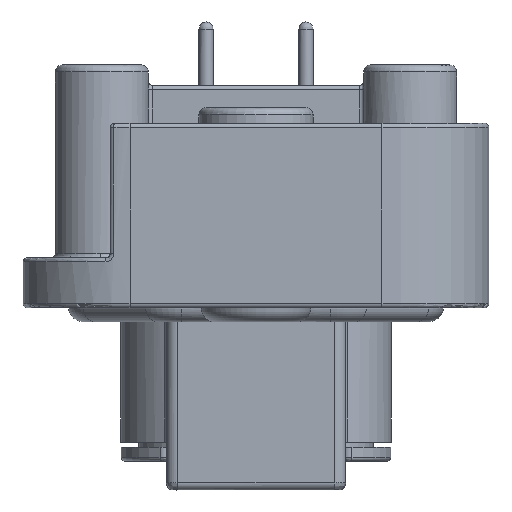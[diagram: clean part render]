
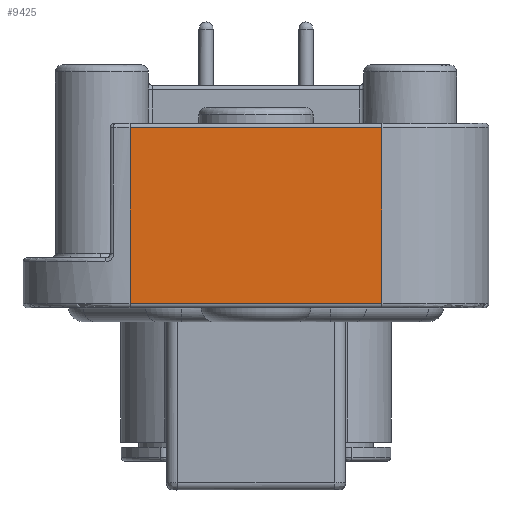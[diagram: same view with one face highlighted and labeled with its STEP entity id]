
A CAD part, front view. The second image highlights one B-rep face of the part: STEP entity #9425.
In plain terms, the highlighted planar face has unit normal (0, -1, 0).
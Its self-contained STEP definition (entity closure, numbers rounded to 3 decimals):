
#98 = CARTESIAN_POINT ( 'NONE',  ( -8.95, -23.78, 22.35 ) ) ;
#321 = LINE ( 'NONE', #32855, #13854 ) ;
#963 = ORIENTED_EDGE ( 'NONE', *, *, #14257, .T. ) ;
#1446 = VECTOR ( 'NONE', #16432, 1000. ) ;
#2279 = ORIENTED_EDGE ( 'NONE', *, *, #18292, .F. ) ;
#2668 = LINE ( 'NONE', #13815, #1446 ) ;
#3049 = PLANE ( 'NONE',  #10500 ) ;
#3415 = EDGE_CURVE ( 'NONE', #27034, #20084, #14977, .T. ) ;
#4605 = VECTOR ( 'NONE', #5410, 1000. ) ;
#4662 = CARTESIAN_POINT ( 'NONE',  ( -8.95, -23.78, 22.65 ) ) ;
#5410 = DIRECTION ( 'NONE',  ( 0., 0., -1. ) ) ;
#5603 = VERTEX_POINT ( 'NONE', #29473 ) ;
#5717 = FACE_OUTER_BOUND ( 'NONE', #12835, .T. ) ;
#7998 = VECTOR ( 'NONE', #20593, 1000. ) ;
#8258 = ORIENTED_EDGE ( 'NONE', *, *, #3415, .T. ) ;
#8677 = DIRECTION ( 'NONE',  ( 0., 0., -1. ) ) ;
#9425 = ADVANCED_FACE ( 'NONE', ( #5717 ), #3049, .T. ) ;
#10500 = AXIS2_PLACEMENT_3D ( 'NONE', #31910, #21411, #8677 ) ;
#12835 = EDGE_LOOP ( 'NONE', ( #8258, #963, #2279, #27509 ) ) ;
#13815 = CARTESIAN_POINT ( 'NONE',  ( -16.55, -23.78, 9.85 ) ) ;
#13854 = VECTOR ( 'NONE', #16963, 1000. ) ;
#14257 = EDGE_CURVE ( 'NONE', #20084, #5603, #2668, .T. ) ;
#14977 = LINE ( 'NONE', #4662, #7998 ) ;
#16432 = DIRECTION ( 'NONE',  ( 1., 0., 0. ) ) ;
#16884 = CARTESIAN_POINT ( 'NONE',  ( 8.95, -23.78, 22.35 ) ) ;
#16963 = DIRECTION ( 'NONE',  ( 1., 0., 0. ) ) ;
#18292 = EDGE_CURVE ( 'NONE', #23549, #5603, #27494, .T. ) ;
#20084 = VERTEX_POINT ( 'NONE', #28413 ) ;
#20593 = DIRECTION ( 'NONE',  ( 0., 0., -1. ) ) ;
#21411 = DIRECTION ( 'NONE',  ( 0., -1., 0. ) ) ;
#22410 = EDGE_CURVE ( 'NONE', #27034, #23549, #321, .T. ) ;
#23549 = VERTEX_POINT ( 'NONE', #16884 ) ;
#27034 = VERTEX_POINT ( 'NONE', #98 ) ;
#27494 = LINE ( 'NONE', #31599, #4605 ) ;
#27509 = ORIENTED_EDGE ( 'NONE', *, *, #22410, .F. ) ;
#28413 = CARTESIAN_POINT ( 'NONE',  ( -8.95, -23.78, 9.85 ) ) ;
#29473 = CARTESIAN_POINT ( 'NONE',  ( 8.95, -23.78, 9.85 ) ) ;
#31599 = CARTESIAN_POINT ( 'NONE',  ( 8.95, -23.78, 56.739 ) ) ;
#31910 = CARTESIAN_POINT ( 'NONE',  ( -16.55, -23.78, 22.65 ) ) ;
#32855 = CARTESIAN_POINT ( 'NONE',  ( -9.045, -23.78, 22.35 ) ) ;
